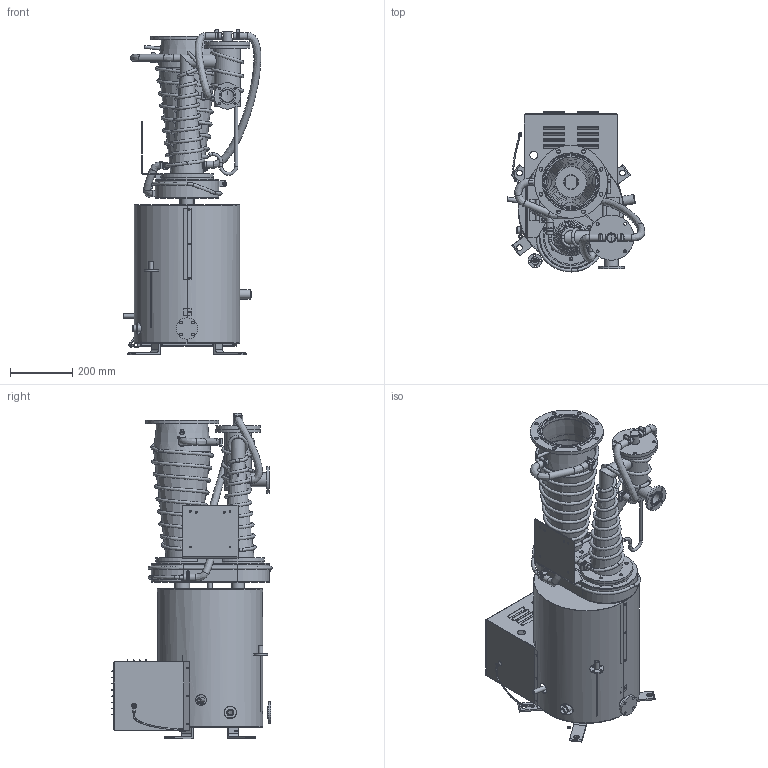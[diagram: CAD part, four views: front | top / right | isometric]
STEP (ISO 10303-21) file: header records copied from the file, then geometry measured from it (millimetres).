
FILE_DESCRIPTION(('STEP AP242'), '1');
FILE_NAME('2ﾍﾂﾁﾌ-160ﾐ-1000', '2023-12-27T10:24:10', (''), (''), 'C3D Converter', 'C3D Toolkit', '');
FILE_SCHEMA(('AP242_MANAGED_MODEL_BASED_3D_ENGINEERING_MIM_LF { 1 0 10303 442 1 1 4 }'));
Length unit declared in the file: millimetre
Bounding box: 444.25 x 516.5 x 1047.75 mm (x, y, z)
Surface area: 3732672.8 mm2 (no closed solid volume)
Topology: 0 solids, 142 shells, 1184 faces, 4313 edges, 3149 vertices
Faces by surface type: plane 610, cylinder 467, bspline 59, cone 30, torus 18
Full cylindrical faces by diameter (mm): 3.242 x11, 3.4 x1, 4 x5, 5 x4, 6 x6, 6.228 x2, 6.4 x4, 6.5 x2, 7 x8, 7.4 x2, 8 x11, 8.228 x2, 8.376 x13, 9 x12, 10 x14, 10.3 x1, 11 x16, 12 x19, 13 x3, 14 x8, 14.3 x1, 14.5 x1, 16 x1, 16.5 x1, 17 x3, 18 x5, 22 x2, 22.5 x10, 24 x1, 25 x3
Entity records: 107477 total; most frequent: CARTESIAN_POINT 63979, DIRECTION 6052, ORIENTED_EDGE 5862, EDGE_CURVE 4006, VERTEX_POINT 3146, EDGE_LOOP 2047, LINE 2030, VECTOR 2030
